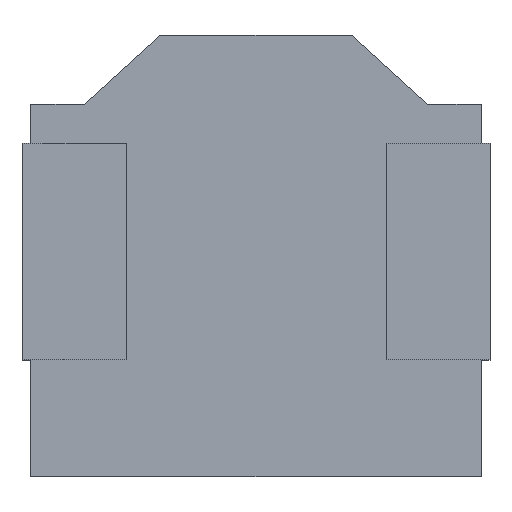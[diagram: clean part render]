
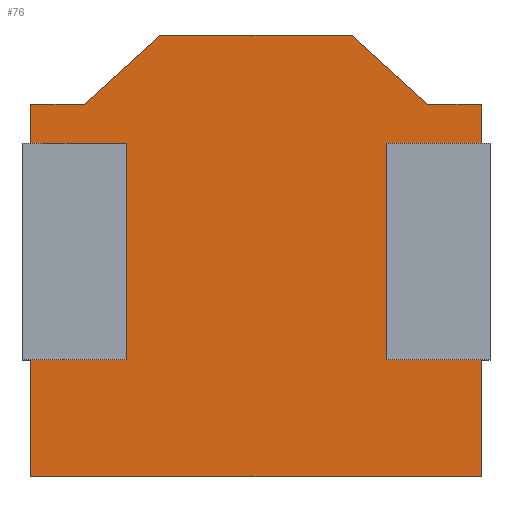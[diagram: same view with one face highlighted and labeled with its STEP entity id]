
A CAD part, front view. The second image highlights one B-rep face of the part: STEP entity #76.
In plain terms, the highlighted planar face has unit normal (0, -1, 0).
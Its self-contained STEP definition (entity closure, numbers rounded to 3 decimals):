
#6 = DIRECTION ( 'NONE',  ( 0.74, 0., 0.673 ) ) ;
#11 = ORIENTED_EDGE ( 'NONE', *, *, #444, .F. ) ;
#19 = VERTEX_POINT ( 'NONE', #590 ) ;
#21 = LINE ( 'NONE', #168, #247 ) ;
#22 = VECTOR ( 'NONE', #57, 1000. ) ;
#27 = VERTEX_POINT ( 'NONE', #136 ) ;
#29 = VECTOR ( 'NONE', #151, 1000. ) ;
#30 = DIRECTION ( 'NONE',  ( 1., 0., 0. ) ) ;
#32 = CARTESIAN_POINT ( 'NONE',  ( 0., 0., 0. ) ) ;
#36 = ORIENTED_EDGE ( 'NONE', *, *, #67, .F. ) ;
#46 = EDGE_CURVE ( 'NONE', #250, #19, #337, .T. ) ;
#48 = DIRECTION ( 'NONE',  ( 0., 0., -1. ) ) ;
#57 = DIRECTION ( 'NONE',  ( 1., 0., 0. ) ) ;
#61 = LINE ( 'NONE', #700, #177 ) ;
#62 = CARTESIAN_POINT ( 'NONE',  ( 2.6, 0., -2.55 ) ) ;
#67 = EDGE_CURVE ( 'NONE', #261, #718, #97, .T. ) ;
#76 = ADVANCED_FACE ( 'NONE', ( #468 ), #434, .F. ) ;
#84 = EDGE_CURVE ( 'NONE', #367, #410, #452, .T. ) ;
#91 = ORIENTED_EDGE ( 'NONE', *, *, #427, .F. ) ;
#94 = DIRECTION ( 'NONE',  ( -0.74, 0., 0.673 ) ) ;
#97 = LINE ( 'NONE', #208, #710 ) ;
#102 = DIRECTION ( 'NONE',  ( 0., 0., 1. ) ) ;
#105 = CARTESIAN_POINT ( 'NONE',  ( -2.6, 0., -2.55 ) ) ;
#106 = DIRECTION ( 'NONE',  ( 0., 0., -1. ) ) ;
#114 = CARTESIAN_POINT ( 'NONE',  ( 1.98, 0., 1.75 ) ) ;
#126 = ORIENTED_EDGE ( 'NONE', *, *, #265, .F. ) ;
#131 = VERTEX_POINT ( 'NONE', #370 ) ;
#136 = CARTESIAN_POINT ( 'NONE',  ( 1.1, 0., 2.55 ) ) ;
#143 = VECTOR ( 'NONE', #616, 1000. ) ;
#144 = DIRECTION ( 'NONE',  ( -1., 0., 0. ) ) ;
#151 = DIRECTION ( 'NONE',  ( 1., 0., 0. ) ) ;
#153 = LINE ( 'NONE', #341, #22 ) ;
#154 = CARTESIAN_POINT ( 'NONE',  ( 2.6, 0., 1.3 ) ) ;
#159 = CARTESIAN_POINT ( 'NONE',  ( 2.6, 0., -2.55 ) ) ;
#168 = CARTESIAN_POINT ( 'NONE',  ( 1.98, 0., 1.75 ) ) ;
#170 = CARTESIAN_POINT ( 'NONE',  ( -2.6, 0., 1.75 ) ) ;
#173 = VERTEX_POINT ( 'NONE', #154 ) ;
#174 = ORIENTED_EDGE ( 'NONE', *, *, #245, .F. ) ;
#177 = VECTOR ( 'NONE', #48, 1000. ) ;
#199 = VECTOR ( 'NONE', #6, 1000. ) ;
#207 = VECTOR ( 'NONE', #621, 1000. ) ;
#208 = CARTESIAN_POINT ( 'NONE',  ( -2.7, 0., -1.2 ) ) ;
#209 = ORIENTED_EDGE ( 'NONE', *, *, #687, .T. ) ;
#211 = CARTESIAN_POINT ( 'NONE',  ( -2.6, 0., -2.55 ) ) ;
#214 = ORIENTED_EDGE ( 'NONE', *, *, #731, .T. ) ;
#216 = ORIENTED_EDGE ( 'NONE', *, *, #234, .F. ) ;
#219 = CARTESIAN_POINT ( 'NONE',  ( -1.98, 0., 1.75 ) ) ;
#220 = VECTOR ( 'NONE', #144, 1000. ) ;
#221 = CARTESIAN_POINT ( 'NONE',  ( -1.5, 0., 1.3 ) ) ;
#228 = DIRECTION ( 'NONE',  ( -1., 0., 0. ) ) ;
#232 = CARTESIAN_POINT ( 'NONE',  ( 1.1, 0., 2.55 ) ) ;
#233 = ORIENTED_EDGE ( 'NONE', *, *, #435, .F. ) ;
#234 = EDGE_CURVE ( 'NONE', #361, #691, #481, .T. ) ;
#245 = EDGE_CURVE ( 'NONE', #410, #261, #626, .T. ) ;
#247 = VECTOR ( 'NONE', #228, 1000. ) ;
#250 = VERTEX_POINT ( 'NONE', #560 ) ;
#259 = DIRECTION ( 'NONE',  ( 0., 0., 1. ) ) ;
#261 = VERTEX_POINT ( 'NONE', #378 ) ;
#265 = EDGE_CURVE ( 'NONE', #718, #366, #307, .T. ) ;
#271 = ORIENTED_EDGE ( 'NONE', *, *, #360, .T. ) ;
#277 = CARTESIAN_POINT ( 'NONE',  ( -2.6, 0., -2.55 ) ) ;
#283 = ORIENTED_EDGE ( 'NONE', *, *, #311, .T. ) ;
#285 = VERTEX_POINT ( 'NONE', #330 ) ;
#297 = CARTESIAN_POINT ( 'NONE',  ( -1.1, 0., 2.55 ) ) ;
#298 = ORIENTED_EDGE ( 'NONE', *, *, #84, .F. ) ;
#307 = LINE ( 'NONE', #221, #143 ) ;
#308 = LINE ( 'NONE', #297, #199 ) ;
#311 = EDGE_CURVE ( 'NONE', #285, #348, #21, .T. ) ;
#317 = VECTOR ( 'NONE', #102, 1000. ) ;
#318 = VECTOR ( 'NONE', #565, 1000. ) ;
#320 = CARTESIAN_POINT ( 'NONE',  ( 2.7, 0., -1.2 ) ) ;
#330 = CARTESIAN_POINT ( 'NONE',  ( 2.6, 0., 1.75 ) ) ;
#332 = VECTOR ( 'NONE', #500, 1000. ) ;
#337 = LINE ( 'NONE', #320, #220 ) ;
#341 = CARTESIAN_POINT ( 'NONE',  ( -2.6, 0., 2.55 ) ) ;
#344 = CARTESIAN_POINT ( 'NONE',  ( 1.5, 0., 1.3 ) ) ;
#347 = EDGE_CURVE ( 'NONE', #250, #367, #421, .T. ) ;
#348 = VERTEX_POINT ( 'NONE', #114 ) ;
#357 = VECTOR ( 'NONE', #730, 1000. ) ;
#360 = EDGE_CURVE ( 'NONE', #19, #407, #555, .T. ) ;
#361 = VERTEX_POINT ( 'NONE', #170 ) ;
#366 = VERTEX_POINT ( 'NONE', #405 ) ;
#367 = VERTEX_POINT ( 'NONE', #62 ) ;
#370 = CARTESIAN_POINT ( 'NONE',  ( -2.6, 0., 1.3 ) ) ;
#378 = CARTESIAN_POINT ( 'NONE',  ( -2.6, 0., -1.2 ) ) ;
#382 = CARTESIAN_POINT ( 'NONE',  ( -2.7, 0., 1.3 ) ) ;
#389 = CARTESIAN_POINT ( 'NONE',  ( -2.6, 0., -2.55 ) ) ;
#405 = CARTESIAN_POINT ( 'NONE',  ( -1.5, 0., 1.3 ) ) ;
#407 = VERTEX_POINT ( 'NONE', #344 ) ;
#410 = VERTEX_POINT ( 'NONE', #389 ) ;
#421 = LINE ( 'NONE', #159, #469 ) ;
#427 = EDGE_CURVE ( 'NONE', #285, #173, #61, .T. ) ;
#430 = AXIS2_PLACEMENT_3D ( 'NONE', #32, #488, #259 ) ;
#434 = PLANE ( 'NONE',  #430 ) ;
#435 = EDGE_CURVE ( 'NONE', #691, #532, #308, .T. ) ;
#444 = EDGE_CURVE ( 'NONE', #532, #27, #153, .T. ) ;
#445 = CARTESIAN_POINT ( 'NONE',  ( -1.98, 0., 1.75 ) ) ;
#452 = LINE ( 'NONE', #211, #357 ) ;
#462 = LINE ( 'NONE', #232, #599 ) ;
#468 = FACE_OUTER_BOUND ( 'NONE', #516, .T. ) ;
#469 = VECTOR ( 'NONE', #106, 1000. ) ;
#481 = LINE ( 'NONE', #445, #29 ) ;
#488 = DIRECTION ( 'NONE',  ( 0., 1., 0. ) ) ;
#500 = DIRECTION ( 'NONE',  ( 1., 0., 0. ) ) ;
#504 = CARTESIAN_POINT ( 'NONE',  ( 1.5, 0., 1.3 ) ) ;
#515 = VECTOR ( 'NONE', #686, 1000. ) ;
#516 = EDGE_LOOP ( 'NONE', ( #36, #174, #298, #648, #678, #271, #209, #91, #283, #214, #11, #233, #216, #550, #636, #126 ) ) ;
#532 = VERTEX_POINT ( 'NONE', #647 ) ;
#550 = ORIENTED_EDGE ( 'NONE', *, *, #618, .F. ) ;
#554 = CARTESIAN_POINT ( 'NONE',  ( 2.7, 0., 1.3 ) ) ;
#555 = LINE ( 'NONE', #504, #318 ) ;
#560 = CARTESIAN_POINT ( 'NONE',  ( 2.6, 0., -1.2 ) ) ;
#565 = DIRECTION ( 'NONE',  ( 0., 0., 1. ) ) ;
#590 = CARTESIAN_POINT ( 'NONE',  ( 1.5, 0., -1.2 ) ) ;
#599 = VECTOR ( 'NONE', #94, 1000. ) ;
#616 = DIRECTION ( 'NONE',  ( 0., 0., 1. ) ) ;
#618 = EDGE_CURVE ( 'NONE', #131, #361, #677, .T. ) ;
#619 = LINE ( 'NONE', #554, #332 ) ;
#621 = DIRECTION ( 'NONE',  ( -1., 0., 0. ) ) ;
#626 = LINE ( 'NONE', #105, #317 ) ;
#636 = ORIENTED_EDGE ( 'NONE', *, *, #652, .F. ) ;
#647 = CARTESIAN_POINT ( 'NONE',  ( -1.1, 0., 2.55 ) ) ;
#648 = ORIENTED_EDGE ( 'NONE', *, *, #347, .F. ) ;
#652 = EDGE_CURVE ( 'NONE', #366, #131, #702, .T. ) ;
#677 = LINE ( 'NONE', #277, #515 ) ;
#678 = ORIENTED_EDGE ( 'NONE', *, *, #46, .T. ) ;
#686 = DIRECTION ( 'NONE',  ( 0., 0., 1. ) ) ;
#687 = EDGE_CURVE ( 'NONE', #407, #173, #619, .T. ) ;
#691 = VERTEX_POINT ( 'NONE', #219 ) ;
#699 = CARTESIAN_POINT ( 'NONE',  ( -1.5, 0., -1.2 ) ) ;
#700 = CARTESIAN_POINT ( 'NONE',  ( 2.6, 0., -2.55 ) ) ;
#702 = LINE ( 'NONE', #382, #207 ) ;
#710 = VECTOR ( 'NONE', #30, 1000. ) ;
#718 = VERTEX_POINT ( 'NONE', #699 ) ;
#730 = DIRECTION ( 'NONE',  ( -1., 0., 0. ) ) ;
#731 = EDGE_CURVE ( 'NONE', #348, #27, #462, .T. ) ;
